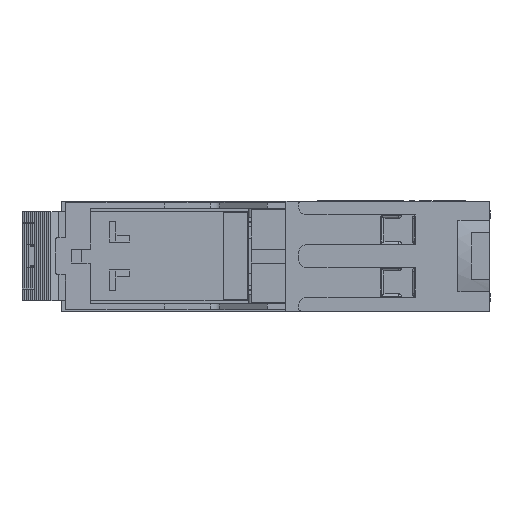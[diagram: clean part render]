
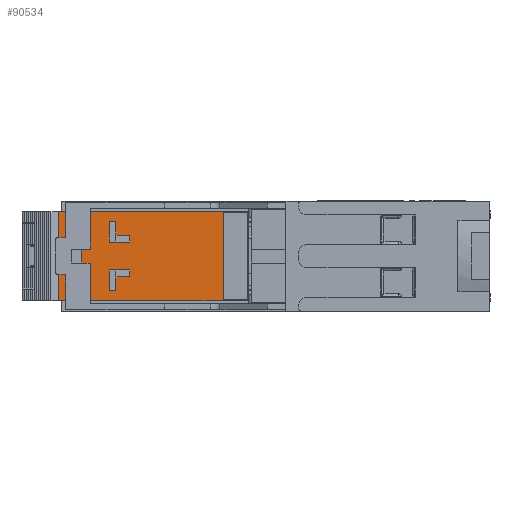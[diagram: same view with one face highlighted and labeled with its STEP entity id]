
A CAD part, left-side view. The second image highlights one B-rep face of the part: STEP entity #90534.
In plain terms, the highlighted face is planar.
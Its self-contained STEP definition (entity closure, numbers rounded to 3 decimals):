
#491=FACE_BOUND('',#16120,.T.);
#492=FACE_BOUND('',#16121,.T.);
#10928=FACE_OUTER_BOUND('',#16119,.T.);
#16119=EDGE_LOOP('',(#81846,#81847,#81848,#81849,#81850,#81851,#81852,#81853));
#16120=EDGE_LOOP('',(#81854,#81855,#81856,#81857,#81858,#81859));
#16121=EDGE_LOOP('',(#81860,#81861,#81862,#81863,#81864,#81865));
#21815=LINE('',#138156,#31379);
#24881=LINE('',#155044,#34445);
#24888=LINE('',#155058,#34452);
#24893=LINE('',#155068,#34457);
#24898=LINE('',#155079,#34462);
#24901=LINE('',#155084,#34465);
#24902=LINE('',#155087,#34466);
#24904=LINE('',#155091,#34468);
#24906=LINE('',#155094,#34470);
#24907=LINE('',#155098,#34471);
#24910=LINE('',#155103,#34474);
#24912=LINE('',#155106,#34476);
#24913=LINE('',#155108,#34477);
#24918=LINE('',#155121,#34482);
#24922=LINE('',#155128,#34486);
#24925=LINE('',#155134,#34489);
#24933=LINE('',#155148,#34497);
#24936=LINE('',#155153,#34500);
#25518=LINE('',#156430,#35082);
#25520=LINE('',#156434,#35084);
#31379=VECTOR('',#104631,10.);
#34445=VECTOR('',#109695,10.);
#34452=VECTOR('',#109706,10.);
#34457=VECTOR('',#109713,10.);
#34462=VECTOR('',#109722,10.);
#34465=VECTOR('',#109727,10.);
#34466=VECTOR('',#109730,10.);
#34468=VECTOR('',#109734,10.);
#34470=VECTOR('',#109738,10.);
#34471=VECTOR('',#109741,10.);
#34474=VECTOR('',#109746,10.);
#34476=VECTOR('',#109750,10.);
#34477=VECTOR('',#109753,10.);
#34482=VECTOR('',#109762,10.);
#34486=VECTOR('',#109768,10.);
#34489=VECTOR('',#109773,10.);
#34497=VECTOR('',#109785,10.);
#34500=VECTOR('',#109788,10.);
#35082=VECTOR('',#110950,10.);
#35084=VECTOR('',#110956,10.);
#40419=VERTEX_POINT('',#138149);
#40422=VERTEX_POINT('',#138154);
#43312=VERTEX_POINT('',#155041);
#43313=VERTEX_POINT('',#155043);
#43318=VERTEX_POINT('',#155057);
#43319=VERTEX_POINT('',#155061);
#43322=VERTEX_POINT('',#155066);
#43326=VERTEX_POINT('',#155078);
#43327=VERTEX_POINT('',#155082);
#43328=VERTEX_POINT('',#155086);
#43329=VERTEX_POINT('',#155090);
#43330=VERTEX_POINT('',#155096);
#43331=VERTEX_POINT('',#155097);
#43332=VERTEX_POINT('',#155102);
#43337=VERTEX_POINT('',#155119);
#43338=VERTEX_POINT('',#155120);
#43340=VERTEX_POINT('',#155127);
#43342=VERTEX_POINT('',#155133);
#43348=VERTEX_POINT('',#155151);
#43753=VERTEX_POINT('',#156427);
#51490=EDGE_CURVE('',#40419,#40422,#21815,.T.);
#55824=EDGE_CURVE('',#43313,#43312,#24881,.T.);
#55831=EDGE_CURVE('',#43318,#43313,#24888,.T.);
#55836=EDGE_CURVE('',#43319,#43322,#24893,.T.);
#55841=EDGE_CURVE('',#43326,#43319,#24898,.T.);
#55844=EDGE_CURVE('',#43322,#43327,#24901,.T.);
#55845=EDGE_CURVE('',#43327,#43328,#24902,.T.);
#55847=EDGE_CURVE('',#43328,#43329,#24904,.T.);
#55849=EDGE_CURVE('',#43329,#43326,#24906,.T.);
#55850=EDGE_CURVE('',#43330,#43331,#24907,.T.);
#55853=EDGE_CURVE('',#43331,#43332,#24910,.T.);
#55855=EDGE_CURVE('',#43332,#43318,#24912,.T.);
#55856=EDGE_CURVE('',#43312,#43330,#24913,.T.);
#55861=EDGE_CURVE('',#43337,#43338,#24918,.T.);
#55865=EDGE_CURVE('',#43340,#43337,#24922,.T.);
#55868=EDGE_CURVE('',#43342,#43340,#24925,.T.);
#55876=EDGE_CURVE('',#40422,#43342,#24933,.T.);
#55879=EDGE_CURVE('',#43338,#43348,#24936,.T.);
#56510=EDGE_CURVE('',#43753,#40419,#25518,.T.);
#56512=EDGE_CURVE('',#43753,#43348,#25520,.T.);
#81846=ORIENTED_EDGE('',*,*,#55861,.T.);
#81847=ORIENTED_EDGE('',*,*,#55879,.T.);
#81848=ORIENTED_EDGE('',*,*,#56512,.F.);
#81849=ORIENTED_EDGE('',*,*,#56510,.T.);
#81850=ORIENTED_EDGE('',*,*,#51490,.T.);
#81851=ORIENTED_EDGE('',*,*,#55876,.T.);
#81852=ORIENTED_EDGE('',*,*,#55868,.T.);
#81853=ORIENTED_EDGE('',*,*,#55865,.T.);
#81854=ORIENTED_EDGE('',*,*,#55841,.T.);
#81855=ORIENTED_EDGE('',*,*,#55836,.T.);
#81856=ORIENTED_EDGE('',*,*,#55844,.T.);
#81857=ORIENTED_EDGE('',*,*,#55845,.T.);
#81858=ORIENTED_EDGE('',*,*,#55847,.T.);
#81859=ORIENTED_EDGE('',*,*,#55849,.T.);
#81860=ORIENTED_EDGE('',*,*,#55850,.T.);
#81861=ORIENTED_EDGE('',*,*,#55853,.T.);
#81862=ORIENTED_EDGE('',*,*,#55855,.T.);
#81863=ORIENTED_EDGE('',*,*,#55831,.T.);
#81864=ORIENTED_EDGE('',*,*,#55824,.T.);
#81865=ORIENTED_EDGE('',*,*,#55856,.T.);
#85813=PLANE('',#94440);
#90534=ADVANCED_FACE('',(#10928,#491,#492),#85813,.T.);
#94440=AXIS2_PLACEMENT_3D('',#156433,#110954,#110955);
#104631=DIRECTION('',(0.,0.,-1.));
#109695=DIRECTION('',(0.,1.,0.));
#109706=DIRECTION('',(0.,0.,1.));
#109713=DIRECTION('',(0.,1.,0.));
#109722=DIRECTION('',(0.,0.,1.));
#109727=DIRECTION('',(0.,0.,-1.));
#109730=DIRECTION('',(0.,1.,0.));
#109734=DIRECTION('',(0.,0.,-1.));
#109738=DIRECTION('',(0.,-1.,0.));
#109741=DIRECTION('',(0.,-1.,0.));
#109746=DIRECTION('',(0.,0.,1.));
#109750=DIRECTION('',(0.,1.,0.));
#109753=DIRECTION('',(0.,0.,-1.));
#109762=DIRECTION('',(0.,0.,-1.));
#109768=DIRECTION('',(0.,1.,0.));
#109773=DIRECTION('',(0.,0.,1.));
#109785=DIRECTION('',(0.,1.,0.));
#109788=DIRECTION('',(0.,1.,0.));
#110950=DIRECTION('',(0.,-1.,0.));
#110954=DIRECTION('center_axis',(1.,0.,0.));
#110955=DIRECTION('ref_axis',(0.,-1.,0.));
#110956=DIRECTION('',(0.,0.,-1.));
#138149=CARTESIAN_POINT('',(14.5,-6.4,-3.62));
#138154=CARTESIAN_POINT('',(14.5,-6.4,-27.28));
#138156=CARTESIAN_POINT('',(14.5,-6.4,0.));
#155041=CARTESIAN_POINT('',(14.5,-2.,-17.));
#155043=CARTESIAN_POINT('',(14.5,-3.,-17.));
#155044=CARTESIAN_POINT('',(14.5,2.2,-17.));
#155057=CARTESIAN_POINT('',(14.5,-3.,-19.));
#155058=CARTESIAN_POINT('',(14.5,-3.,-8.5));
#155061=CARTESIAN_POINT('',(14.5,2.,-17.));
#155066=CARTESIAN_POINT('',(14.5,3.,-17.));
#155068=CARTESIAN_POINT('',(14.5,4.7,-17.));
#155078=CARTESIAN_POINT('',(14.5,2.,-20.));
#155079=CARTESIAN_POINT('',(14.5,2.,-8.5));
#155082=CARTESIAN_POINT('',(14.5,3.,-19.));
#155084=CARTESIAN_POINT('',(14.5,3.,-9.5));
#155086=CARTESIAN_POINT('',(14.5,5.,-19.));
#155087=CARTESIAN_POINT('',(14.5,5.7,-19.));
#155090=CARTESIAN_POINT('',(14.5,5.,-20.));
#155091=CARTESIAN_POINT('',(14.5,5.,-10.));
#155094=CARTESIAN_POINT('',(14.5,4.2,-20.));
#155096=CARTESIAN_POINT('',(14.5,-2.,-20.));
#155097=CARTESIAN_POINT('',(14.5,-5.,-20.));
#155098=CARTESIAN_POINT('',(14.5,0.7,-20.));
#155102=CARTESIAN_POINT('',(14.5,-5.,-19.));
#155103=CARTESIAN_POINT('',(14.5,-5.,-9.5));
#155106=CARTESIAN_POINT('',(14.5,1.7,-19.));
#155108=CARTESIAN_POINT('',(14.5,-2.,-10.));
#155119=CARTESIAN_POINT('',(14.5,2.,-24.28));
#155120=CARTESIAN_POINT('',(14.5,2.,-27.28));
#155121=CARTESIAN_POINT('',(14.5,2.,-12.14));
#155127=CARTESIAN_POINT('',(14.5,-2.,-24.28));
#155128=CARTESIAN_POINT('',(14.5,2.2,-24.28));
#155133=CARTESIAN_POINT('',(14.5,-2.,-27.28));
#155134=CARTESIAN_POINT('',(14.5,-2.,-13.64));
#155148=CARTESIAN_POINT('',(14.5,3.2,-27.28));
#155151=CARTESIAN_POINT('',(14.5,6.4,-27.28));
#155153=CARTESIAN_POINT('',(14.5,3.2,-27.28));
#156427=CARTESIAN_POINT('',(14.5,6.4,-3.62));
#156430=CARTESIAN_POINT('',(14.5,3.2,-3.62));
#156433=CARTESIAN_POINT('Origin',(14.5,6.4,0.));
#156434=CARTESIAN_POINT('',(14.5,6.4,0.));
